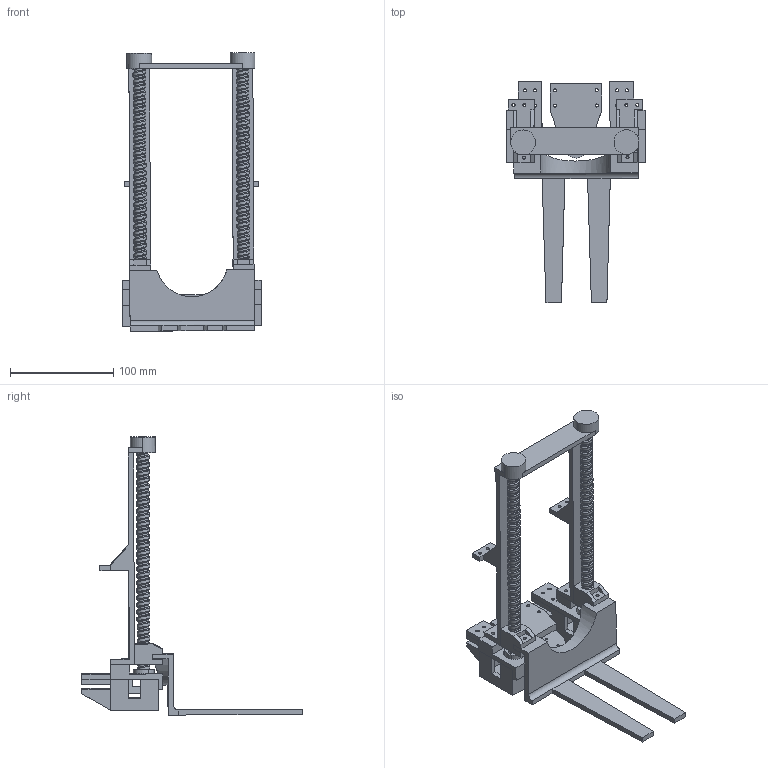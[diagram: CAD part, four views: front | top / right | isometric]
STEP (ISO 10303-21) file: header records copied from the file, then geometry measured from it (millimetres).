
FILE_DESCRIPTION(/* description */ (''),/* implementation_level */ '2;1');
FILE_NAME(/* name */ 'ROB550_BotLab_Full_Assembly',/* time_stamp */ '2023-12-16T23:40:46-05:00',/* author */ (''),/* organization */ (''),/* preprocessor_version */ 'ST-DEVELOPER v19.2',/* originating_system */ 'Rhino 8.0',/* authorisation */ '');
FILE_SCHEMA (('CONFIG_CONTROL_DESIGN'));
Length unit declared in the file: millimetre
Products named in the file (11): Document; Assem 11.11.23; plate guide; dabbi upper^Assem 6.11.23; screw; anti pivot mount^Assem 6.11.23; screw guide; fork^Assem 6.11.23; Mirrorbase plate; dabbi lower; MirrorPart3^Assem 6.11.23
Bounding box: 134.29 x 213.93 x 269.51 mm (x, y, z)
Volume: 316025.8 mm3; surface area: 149934 mm2
Topology: 11 solids, 11 shells, 663 faces, 1875 edges, 1234 vertices
Faces by surface type: cylinder 439, plane 216, bspline 8
Entity records: 26946 total; most frequent: CARTESIAN_POINT 15386, ORIENTED_EDGE 2664, EDGE_CURVE 1332, DIRECTION 1131, B_SPLINE_CURVE_WITH_KNOTS 1033, VERTEX_POINT 876, AXIS2_PLACEMENT_3D 802, EDGE_LOOP 594
